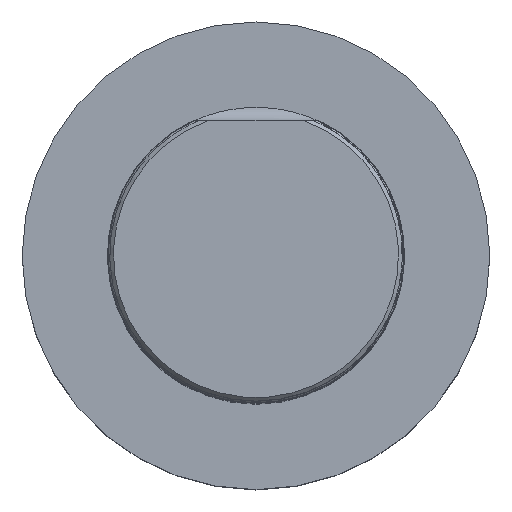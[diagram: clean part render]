
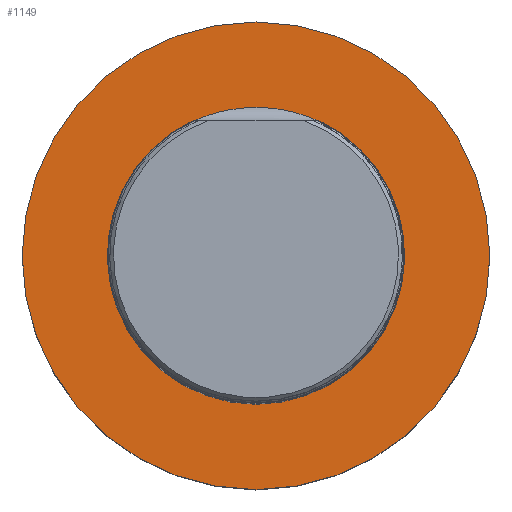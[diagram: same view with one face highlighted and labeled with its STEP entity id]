
A CAD part, top view. The second image highlights one B-rep face of the part: STEP entity #1149.
In plain terms, the highlighted face is planar.
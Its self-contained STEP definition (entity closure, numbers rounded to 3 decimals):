
#302=FACE_BOUND('',#1964,.T.);
#303=FACE_BOUND('',#1965,.T.);
#716=CIRCLE('',#7543,25.396);
#717=CIRCLE('',#7545,40.);
#889=PLANE('',#7548);
#1149=ADVANCED_FACE('TB_IB_SU_4',(#302,#303),#889,.T.);
#1964=EDGE_LOOP('',(#3858));
#1965=EDGE_LOOP('',(#3859));
#3858=ORIENTED_EDGE('',*,*,#6353,.T.);
#3859=ORIENTED_EDGE('',*,*,#6352,.T.);
#5600=VERTEX_POINT('',#13597);
#5601=VERTEX_POINT('',#13600);
#6352=EDGE_CURVE('',#5600,#5600,#716,.T.);
#6353=EDGE_CURVE('',#5601,#5601,#717,.T.);
#7543=AXIS2_PLACEMENT_3D('',#13596,#8601,#8602);
#7545=AXIS2_PLACEMENT_3D('',#13599,#8605,#8606);
#7548=AXIS2_PLACEMENT_3D('',#13604,#8611,#8612);
#8601=DIRECTION('',(0.,-1.,0.));
#8602=DIRECTION('',(0.,0.,-1.));
#8605=DIRECTION('',(0.,1.,0.));
#8606=DIRECTION('',(0.,0.,1.));
#8611=DIRECTION('',(0.,1.,0.));
#8612=DIRECTION('',(0.,0.,1.));
#13596=CARTESIAN_POINT('',(0.,0.,0.));
#13597=CARTESIAN_POINT('',(0.,0.,-25.396));
#13599=CARTESIAN_POINT('',(0.,0.,0.));
#13600=CARTESIAN_POINT('',(0.,0.,40.));
#13604=CARTESIAN_POINT('',(0.,0.,0.));
